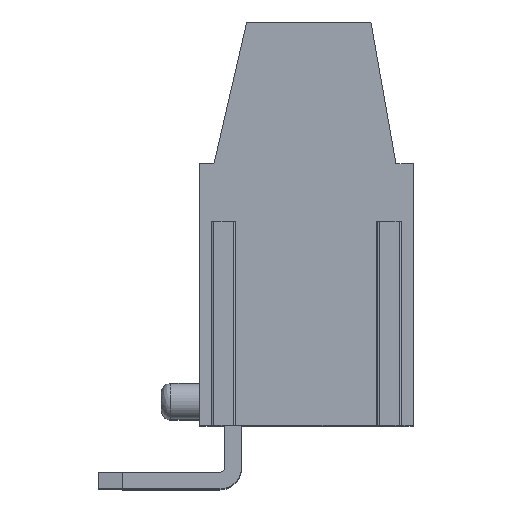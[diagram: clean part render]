
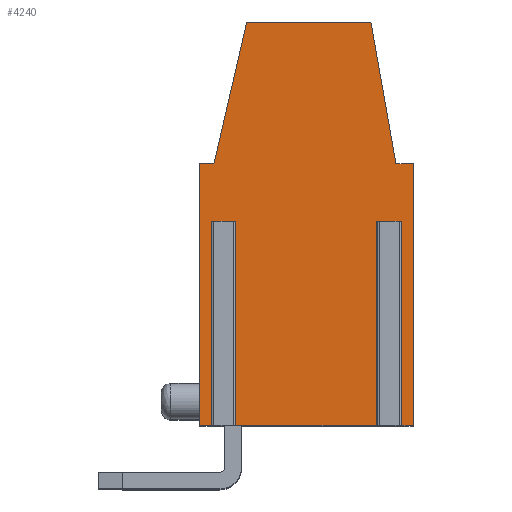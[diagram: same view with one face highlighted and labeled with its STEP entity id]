
A CAD part, top view. The second image highlights one B-rep face of the part: STEP entity #4240.
In plain terms, the highlighted planar face has unit normal (0, 0, 1).
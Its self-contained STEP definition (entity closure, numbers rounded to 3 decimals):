
#13=DIRECTION('',(-1.,0.,0.));
#14=VECTOR('',#13,0.814);
#15=CARTESIAN_POINT('',(6.453,1.45,27.5));
#16=LINE('',#15,#14);
#17=DIRECTION('',(0.,-1.,0.));
#18=VECTOR('',#17,8.5);
#19=CARTESIAN_POINT('',(5.639,1.45,27.5));
#20=LINE('',#19,#18);
#21=DIRECTION('',(-1.,0.,0.));
#22=VECTOR('',#21,6.078);
#23=CARTESIAN_POINT('',(5.639,-7.05,27.5));
#24=LINE('',#23,#22);
#25=DIRECTION('',(0.,-1.,0.));
#26=VECTOR('',#25,8.5);
#27=CARTESIAN_POINT('',(-0.439,1.45,27.5));
#28=LINE('',#27,#26);
#29=DIRECTION('',(-1.,0.,0.));
#30=VECTOR('',#29,0.814);
#31=CARTESIAN_POINT('',(-0.439,1.45,27.5));
#32=LINE('',#31,#30);
#33=DIRECTION('',(0.,-1.,0.));
#34=VECTOR('',#33,8.5);
#35=CARTESIAN_POINT('',(-1.253,1.45,27.5));
#36=LINE('',#35,#34);
#37=DIRECTION('',(-1.,0.,0.));
#38=VECTOR('',#37,0.597);
#39=CARTESIAN_POINT('',(-1.253,-7.05,27.5));
#40=LINE('',#39,#38);
#41=DIRECTION('',(0.,1.,0.));
#42=VECTOR('',#41,10.9);
#43=CARTESIAN_POINT('',(-1.85,-7.05,27.5));
#44=LINE('',#43,#42);
#45=DIRECTION('',(1.,0.,0.));
#46=VECTOR('',#45,0.6);
#47=CARTESIAN_POINT('',(-1.85,3.85,27.5));
#48=LINE('',#47,#46);
#49=DIRECTION('',(0.225,0.974,0.));
#50=VECTOR('',#49,6.055);
#51=CARTESIAN_POINT('',(-1.25,3.85,27.5));
#52=LINE('',#51,#50);
#53=DIRECTION('',(1.,0.,0.));
#54=VECTOR('',#53,5.178);
#55=CARTESIAN_POINT('',(0.112,9.75,27.5));
#56=LINE('',#55,#54);
#57=DIRECTION('',(0.174,-0.985,0.));
#58=VECTOR('',#57,5.991);
#59=CARTESIAN_POINT('',(5.29,9.75,27.5));
#60=LINE('',#59,#58);
#61=DIRECTION('',(1.,0.,0.));
#62=VECTOR('',#61,0.72);
#63=CARTESIAN_POINT('',(6.33,3.85,27.5));
#64=LINE('',#63,#62);
#65=DIRECTION('',(0.,-1.,0.));
#66=VECTOR('',#65,10.9);
#67=CARTESIAN_POINT('',(7.05,3.85,27.5));
#68=LINE('',#67,#66);
#69=DIRECTION('',(-1.,0.,0.));
#70=VECTOR('',#69,0.597);
#71=CARTESIAN_POINT('',(7.05,-7.05,27.5));
#72=LINE('',#71,#70);
#73=DIRECTION('',(0.,-1.,0.));
#74=VECTOR('',#73,8.5);
#75=CARTESIAN_POINT('',(6.453,1.45,27.5));
#76=LINE('',#75,#74);
#3297=CARTESIAN_POINT('',(7.05,3.85,27.5));
#3298=CARTESIAN_POINT('',(7.05,-7.05,27.5));
#3299=VERTEX_POINT('',#3297);
#3300=VERTEX_POINT('',#3298);
#3301=CARTESIAN_POINT('',(6.33,3.85,27.5));
#3302=VERTEX_POINT('',#3301);
#3303=CARTESIAN_POINT('',(5.29,9.75,27.5));
#3304=VERTEX_POINT('',#3303);
#3305=CARTESIAN_POINT('',(0.112,9.75,27.5));
#3306=VERTEX_POINT('',#3305);
#3307=CARTESIAN_POINT('',(-1.25,3.85,27.5));
#3308=VERTEX_POINT('',#3307);
#3309=CARTESIAN_POINT('',(-1.85,3.85,27.5));
#3310=VERTEX_POINT('',#3309);
#3311=CARTESIAN_POINT('',(-1.85,-7.05,27.5));
#3312=VERTEX_POINT('',#3311);
#3441=CARTESIAN_POINT('',(6.453,1.45,27.5));
#3442=CARTESIAN_POINT('',(5.639,1.45,27.5));
#3443=VERTEX_POINT('',#3441);
#3444=VERTEX_POINT('',#3442);
#3445=CARTESIAN_POINT('',(-0.439,1.45,27.5));
#3446=CARTESIAN_POINT('',(-1.253,1.45,27.5));
#3447=VERTEX_POINT('',#3445);
#3448=VERTEX_POINT('',#3446);
#3449=CARTESIAN_POINT('',(-1.253,-7.05,27.5));
#3450=VERTEX_POINT('',#3449);
#3451=CARTESIAN_POINT('',(-0.439,-7.05,27.5));
#3452=VERTEX_POINT('',#3451);
#3453=CARTESIAN_POINT('',(5.639,-7.05,27.5));
#3454=VERTEX_POINT('',#3453);
#3455=CARTESIAN_POINT('',(6.453,-7.05,27.5));
#3456=VERTEX_POINT('',#3455);
#4201=CARTESIAN_POINT('',(0.,0.,27.5));
#4202=DIRECTION('',(0.,0.,1.));
#4203=DIRECTION('',(1.,0.,0.));
#4204=AXIS2_PLACEMENT_3D('',#4201,#4202,#4203);
#4205=PLANE('',#4204);
#4207=ORIENTED_EDGE('',*,*,#4206,.T.);
#4209=ORIENTED_EDGE('',*,*,#4208,.T.);
#4211=ORIENTED_EDGE('',*,*,#4210,.T.);
#4213=ORIENTED_EDGE('',*,*,#4212,.F.);
#4215=ORIENTED_EDGE('',*,*,#4214,.T.);
#4217=ORIENTED_EDGE('',*,*,#4216,.T.);
#4219=ORIENTED_EDGE('',*,*,#4218,.T.);
#4221=ORIENTED_EDGE('',*,*,#4220,.T.);
#4223=ORIENTED_EDGE('',*,*,#4222,.T.);
#4225=ORIENTED_EDGE('',*,*,#4224,.T.);
#4227=ORIENTED_EDGE('',*,*,#4226,.T.);
#4229=ORIENTED_EDGE('',*,*,#4228,.T.);
#4231=ORIENTED_EDGE('',*,*,#4230,.T.);
#4233=ORIENTED_EDGE('',*,*,#4232,.T.);
#4235=ORIENTED_EDGE('',*,*,#4234,.T.);
#4237=ORIENTED_EDGE('',*,*,#4236,.F.);
#4238=EDGE_LOOP('',(#4207,#4209,#4211,#4213,#4215,#4217,#4219,#4221,#4223,#4225,
#4227,#4229,#4231,#4233,#4235,#4237));
#4239=FACE_OUTER_BOUND('',#4238,.F.);
#4206=EDGE_CURVE('',#3443,#3444,#16,.T.);
#4208=EDGE_CURVE('',#3444,#3454,#20,.T.);
#4210=EDGE_CURVE('',#3454,#3452,#24,.T.);
#4212=EDGE_CURVE('',#3447,#3452,#28,.T.);
#4214=EDGE_CURVE('',#3447,#3448,#32,.T.);
#4216=EDGE_CURVE('',#3448,#3450,#36,.T.);
#4218=EDGE_CURVE('',#3450,#3312,#40,.T.);
#4220=EDGE_CURVE('',#3312,#3310,#44,.T.);
#4222=EDGE_CURVE('',#3310,#3308,#48,.T.);
#4224=EDGE_CURVE('',#3308,#3306,#52,.T.);
#4226=EDGE_CURVE('',#3306,#3304,#56,.T.);
#4228=EDGE_CURVE('',#3304,#3302,#60,.T.);
#4230=EDGE_CURVE('',#3302,#3299,#64,.T.);
#4232=EDGE_CURVE('',#3299,#3300,#68,.T.);
#4234=EDGE_CURVE('',#3300,#3456,#72,.T.);
#4236=EDGE_CURVE('',#3443,#3456,#76,.T.);
#4240=ADVANCED_FACE('',(#4239),#4205,.T.);
